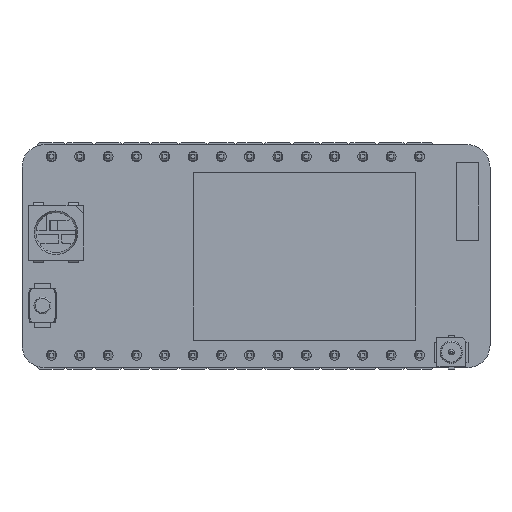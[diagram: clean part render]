
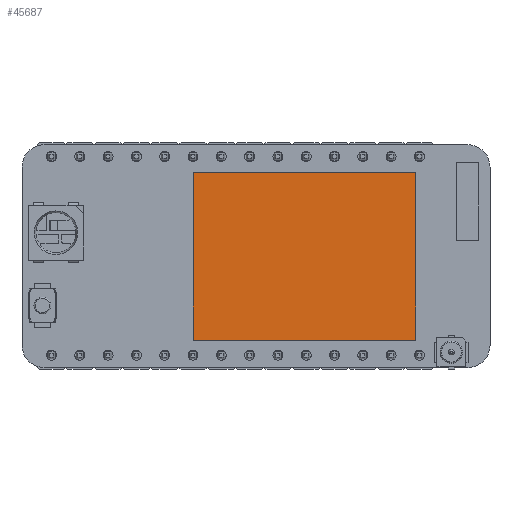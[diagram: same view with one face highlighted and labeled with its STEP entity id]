
A CAD part, top view. The second image highlights one B-rep face of the part: STEP entity #45687.
In plain terms, the highlighted planar face has unit normal (0, 0, 1).
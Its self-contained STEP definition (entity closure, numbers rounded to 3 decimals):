
#45373 = VERTEX_POINT('',#45374);
#45374 = CARTESIAN_POINT('',(-10.,7.5,2.));
#45381 = PLANE('',#45382);
#45382 = AXIS2_PLACEMENT_3D('',#45383,#45384,#45385);
#45383 = CARTESIAN_POINT('',(-10.,7.5,0.));
#45384 = DIRECTION('',(1.,0.,-0.));
#45385 = DIRECTION('',(0.,-1.,0.));
#45393 = PLANE('',#45394);
#45394 = AXIS2_PLACEMENT_3D('',#45395,#45396,#45397);
#45395 = CARTESIAN_POINT('',(10.,7.5,0.));
#45396 = DIRECTION('',(0.,-1.,0.));
#45397 = DIRECTION('',(-1.,0.,0.));
#45405 = EDGE_CURVE('',#45373,#45406,#45408,.T.);
#45406 = VERTEX_POINT('',#45407);
#45407 = CARTESIAN_POINT('',(-10.,-7.5,2.));
#45408 = SURFACE_CURVE('',#45409,(#45413,#45420),.PCURVE_S1.);
#45409 = LINE('',#45410,#45411);
#45410 = CARTESIAN_POINT('',(-10.,7.5,2.));
#45411 = VECTOR('',#45412,1.);
#45412 = DIRECTION('',(0.,-1.,0.));
#45413 = PCURVE('',#45381,#45414);
#45414 = DEFINITIONAL_REPRESENTATION('',(#45415),#45419);
#45415 = LINE('',#45416,#45417);
#45416 = CARTESIAN_POINT('',(0.,-2.));
#45417 = VECTOR('',#45418,1.);
#45418 = DIRECTION('',(1.,0.));
#45419 = ( GEOMETRIC_REPRESENTATION_CONTEXT(2) 
PARAMETRIC_REPRESENTATION_CONTEXT() REPRESENTATION_CONTEXT('2D SPACE',''
  ) );
#45420 = PCURVE('',#45421,#45426);
#45421 = PLANE('',#45422);
#45422 = AXIS2_PLACEMENT_3D('',#45423,#45424,#45425);
#45423 = CARTESIAN_POINT('',(-10.,7.5,2.));
#45424 = DIRECTION('',(0.,0.,-1.));
#45425 = DIRECTION('',(-1.,0.,-0.));
#45426 = DEFINITIONAL_REPRESENTATION('',(#45427),#45431);
#45427 = LINE('',#45428,#45429);
#45428 = CARTESIAN_POINT('',(0.,0.));
#45429 = VECTOR('',#45430,1.);
#45430 = DIRECTION('',(-0.,-1.));
#45431 = ( GEOMETRIC_REPRESENTATION_CONTEXT(2) 
PARAMETRIC_REPRESENTATION_CONTEXT() REPRESENTATION_CONTEXT('2D SPACE',''
  ) );
#45449 = PLANE('',#45450);
#45450 = AXIS2_PLACEMENT_3D('',#45451,#45452,#45453);
#45451 = CARTESIAN_POINT('',(-10.,-7.5,0.));
#45452 = DIRECTION('',(0.,1.,0.));
#45453 = DIRECTION('',(1.,0.,0.));
#45491 = EDGE_CURVE('',#45406,#45492,#45494,.T.);
#45492 = VERTEX_POINT('',#45493);
#45493 = CARTESIAN_POINT('',(10.,-7.5,2.));
#45494 = SURFACE_CURVE('',#45495,(#45499,#45506),.PCURVE_S1.);
#45495 = LINE('',#45496,#45497);
#45496 = CARTESIAN_POINT('',(-10.,-7.5,2.));
#45497 = VECTOR('',#45498,1.);
#45498 = DIRECTION('',(1.,0.,0.));
#45499 = PCURVE('',#45449,#45500);
#45500 = DEFINITIONAL_REPRESENTATION('',(#45501),#45505);
#45501 = LINE('',#45502,#45503);
#45502 = CARTESIAN_POINT('',(0.,-2.));
#45503 = VECTOR('',#45504,1.);
#45504 = DIRECTION('',(1.,0.));
#45505 = ( GEOMETRIC_REPRESENTATION_CONTEXT(2) 
PARAMETRIC_REPRESENTATION_CONTEXT() REPRESENTATION_CONTEXT('2D SPACE',''
  ) );
#45506 = PCURVE('',#45421,#45507);
#45507 = DEFINITIONAL_REPRESENTATION('',(#45508),#45512);
#45508 = LINE('',#45509,#45510);
#45509 = CARTESIAN_POINT('',(-0.,-15.));
#45510 = VECTOR('',#45511,1.);
#45511 = DIRECTION('',(-1.,0.));
#45512 = ( GEOMETRIC_REPRESENTATION_CONTEXT(2) 
PARAMETRIC_REPRESENTATION_CONTEXT() REPRESENTATION_CONTEXT('2D SPACE',''
  ) );
#45530 = PLANE('',#45531);
#45531 = AXIS2_PLACEMENT_3D('',#45532,#45533,#45534);
#45532 = CARTESIAN_POINT('',(10.,-7.5,0.));
#45533 = DIRECTION('',(-1.,0.,0.));
#45534 = DIRECTION('',(0.,1.,0.));
#45567 = EDGE_CURVE('',#45492,#45568,#45570,.T.);
#45568 = VERTEX_POINT('',#45569);
#45569 = CARTESIAN_POINT('',(10.,7.5,2.));
#45570 = SURFACE_CURVE('',#45571,(#45575,#45582),.PCURVE_S1.);
#45571 = LINE('',#45572,#45573);
#45572 = CARTESIAN_POINT('',(10.,-7.5,2.));
#45573 = VECTOR('',#45574,1.);
#45574 = DIRECTION('',(0.,1.,0.));
#45575 = PCURVE('',#45530,#45576);
#45576 = DEFINITIONAL_REPRESENTATION('',(#45577),#45581);
#45577 = LINE('',#45578,#45579);
#45578 = CARTESIAN_POINT('',(0.,-2.));
#45579 = VECTOR('',#45580,1.);
#45580 = DIRECTION('',(1.,0.));
#45581 = ( GEOMETRIC_REPRESENTATION_CONTEXT(2) 
PARAMETRIC_REPRESENTATION_CONTEXT() REPRESENTATION_CONTEXT('2D SPACE',''
  ) );
#45582 = PCURVE('',#45421,#45583);
#45583 = DEFINITIONAL_REPRESENTATION('',(#45584),#45588);
#45584 = LINE('',#45585,#45586);
#45585 = CARTESIAN_POINT('',(-20.,-15.));
#45586 = VECTOR('',#45587,1.);
#45587 = DIRECTION('',(0.,1.));
#45588 = ( GEOMETRIC_REPRESENTATION_CONTEXT(2) 
PARAMETRIC_REPRESENTATION_CONTEXT() REPRESENTATION_CONTEXT('2D SPACE',''
  ) );
#45638 = EDGE_CURVE('',#45568,#45373,#45639,.T.);
#45639 = SURFACE_CURVE('',#45640,(#45644,#45651),.PCURVE_S1.);
#45640 = LINE('',#45641,#45642);
#45641 = CARTESIAN_POINT('',(10.,7.5,2.));
#45642 = VECTOR('',#45643,1.);
#45643 = DIRECTION('',(-1.,0.,0.));
#45644 = PCURVE('',#45393,#45645);
#45645 = DEFINITIONAL_REPRESENTATION('',(#45646),#45650);
#45646 = LINE('',#45647,#45648);
#45647 = CARTESIAN_POINT('',(0.,-2.));
#45648 = VECTOR('',#45649,1.);
#45649 = DIRECTION('',(1.,0.));
#45650 = ( GEOMETRIC_REPRESENTATION_CONTEXT(2) 
PARAMETRIC_REPRESENTATION_CONTEXT() REPRESENTATION_CONTEXT('2D SPACE',''
  ) );
#45651 = PCURVE('',#45421,#45652);
#45652 = DEFINITIONAL_REPRESENTATION('',(#45653),#45657);
#45653 = LINE('',#45654,#45655);
#45654 = CARTESIAN_POINT('',(-20.,0.));
#45655 = VECTOR('',#45656,1.);
#45656 = DIRECTION('',(1.,0.));
#45657 = ( GEOMETRIC_REPRESENTATION_CONTEXT(2) 
PARAMETRIC_REPRESENTATION_CONTEXT() REPRESENTATION_CONTEXT('2D SPACE',''
  ) );
#45687 = ADVANCED_FACE('',(#45688),#45421,.F.);
#45688 = FACE_BOUND('',#45689,.T.);
#45689 = EDGE_LOOP('',(#45690,#45691,#45692,#45693));
#45690 = ORIENTED_EDGE('',*,*,#45405,.T.);
#45691 = ORIENTED_EDGE('',*,*,#45491,.T.);
#45692 = ORIENTED_EDGE('',*,*,#45567,.T.);
#45693 = ORIENTED_EDGE('',*,*,#45638,.T.);
